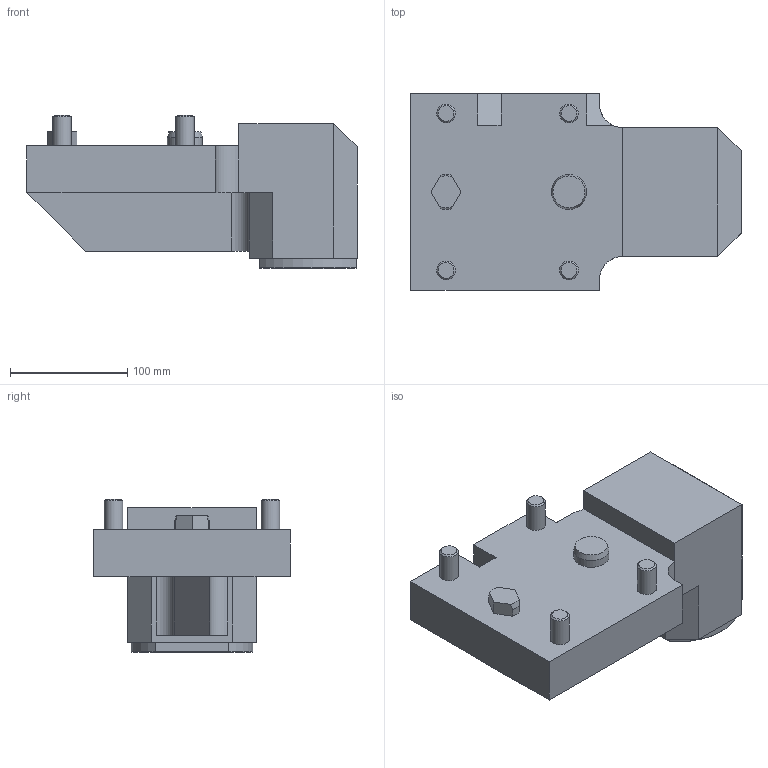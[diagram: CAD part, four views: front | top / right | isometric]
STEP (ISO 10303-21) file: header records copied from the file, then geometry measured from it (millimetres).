
FILE_DESCRIPTION(/* description */ (''),/* implementation_level */ '2;1');
FILE_NAME(/* name */ '1597322225142.stp',/* time_stamp */ '2020-08-13T14:37:12+02:00',/* author */ (''),/* organization */ ('SMS'),/* preprocessor_version */ 'ST-DEVELOPER v16.7',/* originating_system */ 'SIEMENS PLM Software NX 12.0',/* authorisation */ '');
FILE_SCHEMA (('AUTOMOTIVE_DESIGN { 1 0 10303 214 3 1 1 1 }'));
Length unit declared in the file: millimetre
Products named in the file (1): 201639631mod000_01
Bounding box: 282 x 168 x 131 mm (x, y, z)
Volume: 2601617.8 mm3; surface area: 171040.4 mm2
Topology: 1 solids, 1 shells, 77 faces, 186 edges, 124 vertices
Faces by surface type: plane 47, cylinder 15, cone 15
Full cylindrical faces by diameter (mm): 4 x1, 16 x4, 29.995 x1, 63 x1
Entity records: 2257 total; most frequent: CARTESIAN_POINT 448, DIRECTION 372, ORIENTED_EDGE 336, EDGE_CURVE 168, AXIS2_PLACEMENT_3D 132, VERTEX_POINT 115, LINE 108, VECTOR 108
